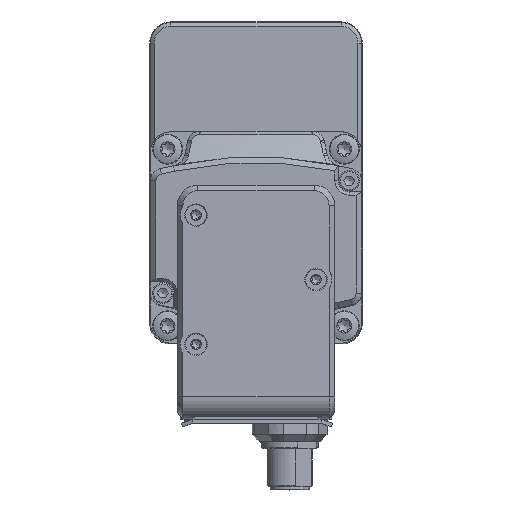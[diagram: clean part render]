
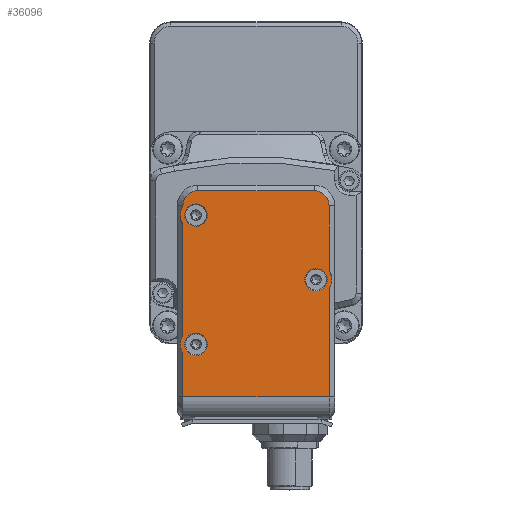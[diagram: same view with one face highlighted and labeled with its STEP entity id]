
A CAD part, top view. The second image highlights one B-rep face of the part: STEP entity #36096.
In plain terms, the highlighted planar face has unit normal (0, 0, 1).
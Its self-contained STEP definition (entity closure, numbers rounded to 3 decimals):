
#2312=FACE_BOUND('',#6562,.T.);
#2313=FACE_BOUND('',#6563,.T.);
#2314=FACE_BOUND('',#6564,.T.);
#2916=PLANE('',#38293);
#4581=FACE_OUTER_BOUND('',#6561,.T.);
#6561=EDGE_LOOP('',(#29784,#29785,#29786,#29787,#29788,#29789,#29790,#29791,
#29792,#29793,#29794,#29795));
#6562=EDGE_LOOP('',(#29796));
#6563=EDGE_LOOP('',(#29797));
#6564=EDGE_LOOP('',(#29798));
#7727=CIRCLE('',#38252,3.993);
#7728=CIRCLE('',#38255,3.993);
#7733=CIRCLE('',#38270,4.25);
#7734=CIRCLE('',#38272,4.25);
#7735=CIRCLE('',#38274,4.25);
#7751=CIRCLE('',#38294,3.);
#7752=CIRCLE('',#38295,3.);
#7753=CIRCLE('',#38296,3.);
#10230=LINE('',#65171,#12863);
#10232=LINE('',#65174,#12865);
#10235=LINE('',#65182,#12868);
#10237=LINE('',#65191,#12870);
#10239=LINE('',#65195,#12872);
#10240=LINE('',#65198,#12873);
#10247=LINE('',#65258,#12880);
#12863=VECTOR('',#44577,10.);
#12865=VECTOR('',#44579,10.);
#12868=VECTOR('',#44588,10.);
#12870=VECTOR('',#44598,10.);
#12872=VECTOR('',#44600,10.);
#12873=VECTOR('',#44603,10.);
#12880=VECTOR('',#44680,10.);
#16067=VERTEX_POINT('',#65164);
#16068=VERTEX_POINT('',#65168);
#16069=VERTEX_POINT('',#65169);
#16070=VERTEX_POINT('',#65172);
#16071=VERTEX_POINT('',#65176);
#16072=VERTEX_POINT('',#65180);
#16073=VERTEX_POINT('',#65184);
#16074=VERTEX_POINT('',#65188);
#16075=VERTEX_POINT('',#65189);
#16076=VERTEX_POINT('',#65192);
#16077=VERTEX_POINT('',#65194);
#16078=VERTEX_POINT('',#65196);
#16097=VERTEX_POINT('',#65259);
#16098=VERTEX_POINT('',#65261);
#16099=VERTEX_POINT('',#65263);
#20839=EDGE_CURVE('',#16069,#16067,#10230,.T.);
#20841=EDGE_CURVE('',#16070,#16068,#10232,.T.);
#20843=EDGE_CURVE('',#16071,#16070,#7727,.T.);
#20845=EDGE_CURVE('',#16072,#16071,#10235,.T.);
#20847=EDGE_CURVE('',#16073,#16072,#7728,.T.);
#20849=EDGE_CURVE('',#16075,#16073,#10237,.T.);
#20851=EDGE_CURVE('',#16076,#16077,#10239,.T.);
#20853=EDGE_CURVE('',#16078,#16074,#10240,.T.);
#20862=EDGE_CURVE('',#16068,#16069,#7733,.T.);
#20863=EDGE_CURVE('',#16077,#16078,#7734,.T.);
#20864=EDGE_CURVE('',#16074,#16075,#7735,.T.);
#20883=EDGE_CURVE('',#16067,#16076,#10247,.T.);
#20884=EDGE_CURVE('',#16097,#16097,#7751,.T.);
#20885=EDGE_CURVE('',#16098,#16098,#7752,.T.);
#20886=EDGE_CURVE('',#16099,#16099,#7753,.T.);
#29784=ORIENTED_EDGE('',*,*,#20853,.F.);
#29785=ORIENTED_EDGE('',*,*,#20863,.F.);
#29786=ORIENTED_EDGE('',*,*,#20851,.F.);
#29787=ORIENTED_EDGE('',*,*,#20883,.F.);
#29788=ORIENTED_EDGE('',*,*,#20839,.F.);
#29789=ORIENTED_EDGE('',*,*,#20862,.F.);
#29790=ORIENTED_EDGE('',*,*,#20841,.F.);
#29791=ORIENTED_EDGE('',*,*,#20843,.F.);
#29792=ORIENTED_EDGE('',*,*,#20845,.F.);
#29793=ORIENTED_EDGE('',*,*,#20847,.F.);
#29794=ORIENTED_EDGE('',*,*,#20849,.F.);
#29795=ORIENTED_EDGE('',*,*,#20864,.F.);
#29796=ORIENTED_EDGE('',*,*,#20884,.T.);
#29797=ORIENTED_EDGE('',*,*,#20885,.T.);
#29798=ORIENTED_EDGE('',*,*,#20886,.T.);
#36096=ADVANCED_FACE('',(#4581,#2312,#2313,#2314),#2916,.T.);
#38252=AXIS2_PLACEMENT_3D('',#65178,#44583,#44584);
#38255=AXIS2_PLACEMENT_3D('',#65186,#44592,#44593);
#38270=AXIS2_PLACEMENT_3D('',#65216,#44629,#44630);
#38272=AXIS2_PLACEMENT_3D('',#65218,#44633,#44634);
#38274=AXIS2_PLACEMENT_3D('',#65220,#44637,#44638);
#38293=AXIS2_PLACEMENT_3D('',#65257,#44678,#44679);
#38294=AXIS2_PLACEMENT_3D('',#65260,#44681,#44682);
#38295=AXIS2_PLACEMENT_3D('',#65262,#44683,#44684);
#38296=AXIS2_PLACEMENT_3D('',#65264,#44685,#44686);
#44577=DIRECTION('',(0.,-1.,0.));
#44579=DIRECTION('',(0.,-1.,0.));
#44583=DIRECTION('center_axis',(0.,0.,
-1.));
#44584=DIRECTION('ref_axis',(0.707,0.707,0.));
#44588=DIRECTION('',(1.,0.,0.));
#44592=DIRECTION('center_axis',(0.,0.,
-1.));
#44593=DIRECTION('ref_axis',(-0.707,0.707,0.));
#44598=DIRECTION('',(0.,1.,0.));
#44600=DIRECTION('',(0.,1.,0.));
#44603=DIRECTION('',(0.,1.,0.));
#44629=DIRECTION('center_axis',(0.,0.,
-1.));
#44630=DIRECTION('ref_axis',(0.,1.,0.));
#44633=DIRECTION('center_axis',(0.,0.,
-1.));
#44634=DIRECTION('ref_axis',(0.,1.,0.));
#44637=DIRECTION('center_axis',(0.,0.,
-1.));
#44638=DIRECTION('ref_axis',(0.,1.,0.));
#44678=DIRECTION('center_axis',(0.,0.,
1.));
#44679=DIRECTION('ref_axis',(-1.,0.,0.));
#44680=DIRECTION('',(-1.,0.,0.));
#44681=DIRECTION('center_axis',(0.,0.,
-1.));
#44682=DIRECTION('ref_axis',(0.,1.,0.));
#44683=DIRECTION('center_axis',(0.,0.,
-1.));
#44684=DIRECTION('ref_axis',(0.,1.,0.));
#44685=DIRECTION('center_axis',(0.,0.,
-1.));
#44686=DIRECTION('ref_axis',(0.,1.,0.));
#65164=CARTESIAN_POINT('',(19.493,-42.7,106.));
#65168=CARTESIAN_POINT('',(19.493,-9.029,106.));
#65169=CARTESIAN_POINT('',(19.493,-13.871,106.));
#65171=CARTESIAN_POINT('',(19.493,-39.667,106.));
#65172=CARTESIAN_POINT('',(19.493,8.3,106.));
#65174=CARTESIAN_POINT('',(19.493,-39.667,106.));
#65176=CARTESIAN_POINT('',(15.5,12.293,106.));
#65178=CARTESIAN_POINT('Origin',(15.5,8.3,106.));
#65180=CARTESIAN_POINT('',(-15.5,12.293,106.));
#65182=CARTESIAN_POINT('',(21.,12.293,106.));
#65184=CARTESIAN_POINT('',(-19.493,8.3,106.));
#65186=CARTESIAN_POINT('Origin',(-15.5,8.3,106.));
#65188=CARTESIAN_POINT('',(-19.493,3.379,106.));
#65189=CARTESIAN_POINT('',(-19.493,8.221,106.));
#65191=CARTESIAN_POINT('',(-19.493,-39.667,106.));
#65192=CARTESIAN_POINT('',(-19.493,-42.7,106.));
#65194=CARTESIAN_POINT('',(-19.493,-31.121,106.));
#65195=CARTESIAN_POINT('',(-19.493,-39.667,106.));
#65196=CARTESIAN_POINT('',(-19.493,-26.279,106.));
#65198=CARTESIAN_POINT('',(-19.493,-39.667,106.));
#65216=CARTESIAN_POINT('Origin',(16.,-11.45,106.));
#65218=CARTESIAN_POINT('Origin',(-16.,-28.7,106.));
#65220=CARTESIAN_POINT('Origin',(-16.,5.8,106.));
#65257=CARTESIAN_POINT('Origin',(16.,-11.45,106.));
#65258=CARTESIAN_POINT('',(21.,-42.7,106.));
#65259=CARTESIAN_POINT('',(-16.,-31.7,106.));
#65260=CARTESIAN_POINT('Origin',(-16.,-28.7,106.));
#65261=CARTESIAN_POINT('',(-16.,2.8,106.));
#65262=CARTESIAN_POINT('Origin',(-16.,5.8,106.));
#65263=CARTESIAN_POINT('',(16.,-14.45,106.));
#65264=CARTESIAN_POINT('Origin',(16.,-11.45,106.));
